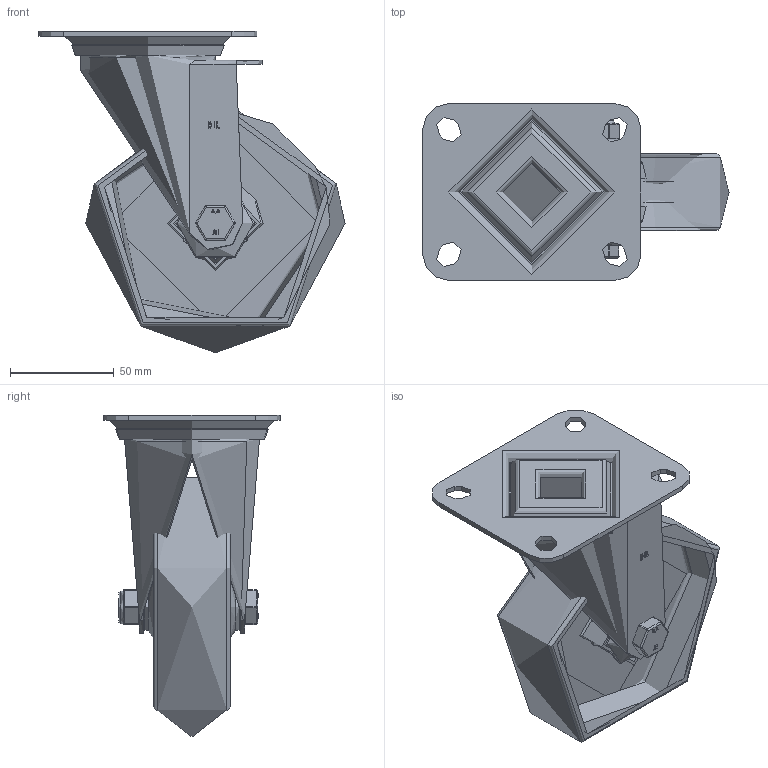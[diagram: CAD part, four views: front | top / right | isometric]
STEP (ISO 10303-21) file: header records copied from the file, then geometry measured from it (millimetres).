
FILE_DESCRIPTION(/* description */ (''),/* implementation_level */ '2;1');
FILE_NAME(/* name */ 'BZMM125NYBJ.step',/* time_stamp */ '2024-05-29T14:38:19+01:00',/* author */ (''),/* organization */ (''),/* preprocessor_version */ 'ST-DEVELOPER v20',/* originating_system */ 'Autodesk Translation Framework v13.14.0.145',/* authorisation */ '');
FILE_SCHEMA (('AUTOMOTIVE_DESIGN { 1 0 10303 214 3 1 1 }'));
Length unit declared in the file: millimetre
Products named in the file (25): BZMM125NYBJ; BZMM125AS - 2 - 47 v1; ZINC PLATED, PRESSED STEEL TOP PLATE; ZINC PLATED, PRESSED STEEL FORKS; BEARING SEAL; BZMH125WNYBJM10 v1; BZMM125WNYBJ; NYLON WHEEL; BEARING 6202; METAL; METAL2; Pattern; Component1; MIDDLE; RUBBER; RUBBER2; HUBCAPM10X47; HUBCAPM10X47 (1); NYLON WHEEL HUB CAP; HEXBOLTM10X60Z8.8 v2; GRADE 8.8 ZINC PLATED BOLT; NYLOCM10Z v1; NYLOC NUT; RUBBER (1); NUT
Assembly tree (32 placements, depth 6):
  BZMM125NYBJ
    BZMM125AS - 2 - 47 v1
      ZINC PLATED, PRESSED STEEL TOP PLATE
      ZINC PLATED, PRESSED STEEL FORKS
      BEARING SEAL
    BZMH125WNYBJM10 v1
      BZMM125WNYBJ
        NYLON WHEEL
        BEARING 6202
          METAL
          METAL2
          Pattern
            Component1  x8
          MIDDLE
          RUBBER
          RUBBER2
      HUBCAPM10X47
        NYLON WHEEL HUB CAP
      HUBCAPM10X47 (1)
        NYLON WHEEL HUB CAP
    HEXBOLTM10X60Z8.8 v2
      GRADE 8.8 ZINC PLATED BOLT
    NYLOCM10Z v1
      NYLOC NUT
        RUBBER (1)
        NUT
Bounding box: 147.5 x 85 x 155 mm (x, y, z)
Volume: 280217.6 mm3; surface area: 129932.1 mm2
Topology: 22 solids, 22 shells, 729 faces, 1776 edges, 1161 vertices
Faces by surface type: plane 275, bspline 193, cylinder 173, sphere 42, torus 32, cone 14
Full cylindrical faces by diameter (mm): 8.141 x19, 9.85 x20, 10 x3, 10.2 x2, 10.3 x2, 12 x2, 14.9 x2, 15 x1, 15.5 x1, 16 x1, 18 x1, 19 x2, 20 x4, 22.5 x4, 23 x2, 25 x2, 28 x3, 30 x4, 30.5 x2, 31 x4, 32 x3, 34 x3, 35 x2, 36 x2, 38 x2, 40 x2, 44 x2, 49 x1, 61 x1, 65 x1
Entity records: 29025 total; most frequent: CARTESIAN_POINT 12957, ORIENTED_EDGE 3384, DIRECTION 2738, EDGE_CURVE 1692, VERTEX_POINT 1116, AXIS2_PLACEMENT_3D 998, EDGE_LOOP 846, LINE 742
